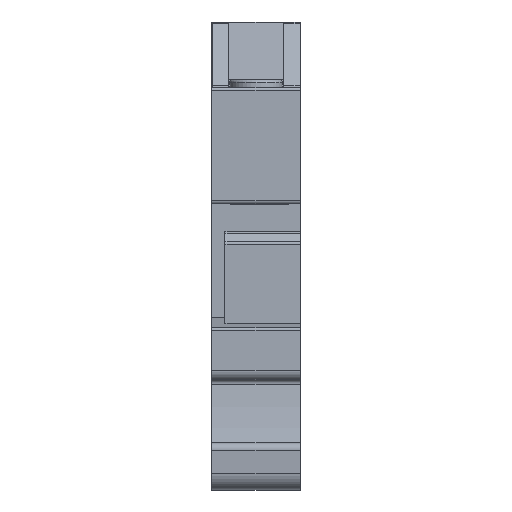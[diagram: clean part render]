
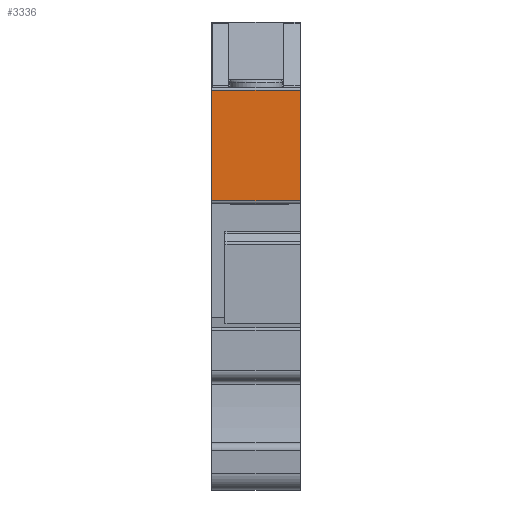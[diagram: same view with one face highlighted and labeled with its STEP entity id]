
A CAD part, front view. The second image highlights one B-rep face of the part: STEP entity #3336.
In plain terms, the highlighted planar face has unit normal (0, -1, 0).
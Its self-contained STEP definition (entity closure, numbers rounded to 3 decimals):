
#3316=AXIS2_PLACEMENT_3D('Plane Axis2P3D',#3313,#3314,#3315) ;
#1478=CARTESIAN_POINT('Vertex',(0.,2.268,32.65)) ;
#1481=CARTESIAN_POINT('Line Origine',(0.,2.268,38.9)) ;
#1485=CARTESIAN_POINT('Vertex',(0.,2.268,45.15)) ;
#3294=CARTESIAN_POINT('Line Origine',(5.61,2.268,45.15)) ;
#3298=CARTESIAN_POINT('Vertex',(10.,2.268,45.15)) ;
#3313=CARTESIAN_POINT('Axis2P3D Location',(0.,2.268,45.15)) ;
#3318=CARTESIAN_POINT('Line Origine',(10.,2.268,38.9)) ;
#3322=CARTESIAN_POINT('Vertex',(10.,2.268,32.65)) ;
#3325=CARTESIAN_POINT('Line Origine',(5.,2.268,32.65)) ;
#1482=DIRECTION('Vector Direction',(0.,0.,-1.)) ;
#3295=DIRECTION('Vector Direction',(-1.,0.,0.)) ;
#3314=DIRECTION('Axis2P3D Direction',(0.,-1.,0.)) ;
#3315=DIRECTION('Axis2P3D XDirection',(0.,0.,-1.)) ;
#3319=DIRECTION('Vector Direction',(0.,0.,-1.)) ;
#3326=DIRECTION('Vector Direction',(1.,0.,0.)) ;
#1483=VECTOR('Line Direction',#1482,1.) ;
#3296=VECTOR('Line Direction',#3295,1.) ;
#3320=VECTOR('Line Direction',#3319,1.) ;
#3327=VECTOR('Line Direction',#3326,1.) ;
#3331=ORIENTED_EDGE('',*,*,#3324,.F.) ;
#3332=ORIENTED_EDGE('',*,*,#3300,.F.) ;
#3333=ORIENTED_EDGE('',*,*,#1487,.F.) ;
#3334=ORIENTED_EDGE('',*,*,#3329,.T.) ;
#3336=ADVANCED_FACE('MLD_AITB_10_BB_2C_PLM001785.1\\MLD_AITB_16_BB_NDT_1T_BL_PLM001785',(#3335),#3317,.T.) ;
#1487=EDGE_CURVE('',#1479,#1486,#1484,.F.) ;
#3300=EDGE_CURVE('',#1486,#3299,#3297,.F.) ;
#3324=EDGE_CURVE('',#3299,#3323,#3321,.T.) ;
#3329=EDGE_CURVE('',#1479,#3323,#3328,.T.) ;
#3330=EDGE_LOOP('',(#3331,#3332,#3333,#3334)) ;
#3335=FACE_OUTER_BOUND('',#3330,.T.) ;
#1484=LINE('Line',#1481,#1483) ;
#3297=LINE('Line',#3294,#3296) ;
#3321=LINE('Line',#3318,#3320) ;
#3328=LINE('Line',#3325,#3327) ;
#3317=PLANE('',#3316) ;
#1479=VERTEX_POINT('',#1478) ;
#1486=VERTEX_POINT('',#1485) ;
#3299=VERTEX_POINT('',#3298) ;
#3323=VERTEX_POINT('',#3322) ;
